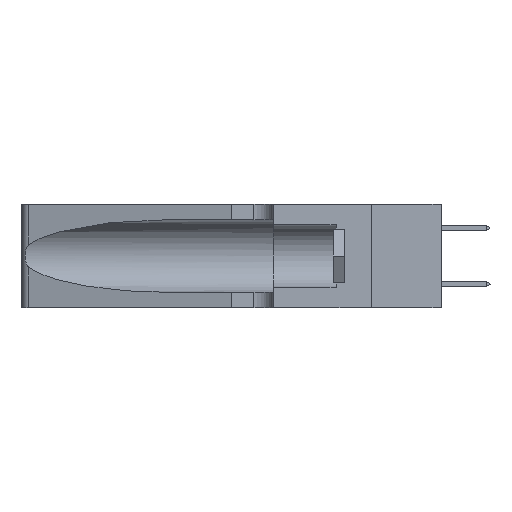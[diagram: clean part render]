
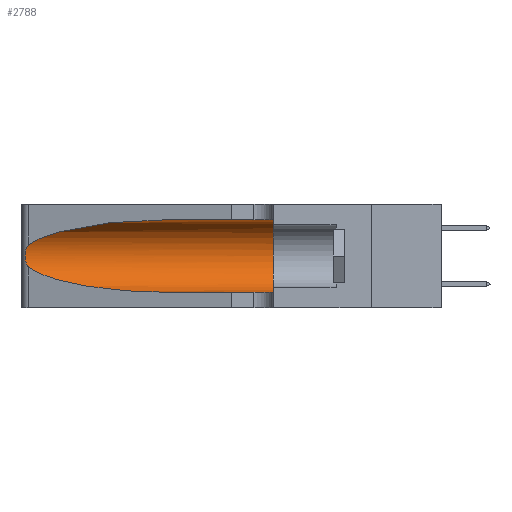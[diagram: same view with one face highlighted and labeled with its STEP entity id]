
A CAD part, left-side view. The second image highlights one B-rep face of the part: STEP entity #2788.
In plain terms, the highlighted cylindrical face has radius 3.308 mm (diameter 6.617 mm), a partial arc.
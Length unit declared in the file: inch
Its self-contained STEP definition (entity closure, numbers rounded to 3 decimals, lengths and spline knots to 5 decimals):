
#289 = VECTOR ( 'NONE', #29539, 39.37008 ) ;
#1314 =( BOUNDED_CURVE ( )  B_SPLINE_CURVE ( 3, ( #9093, #11959, #35110, #32074 ),
 .UNSPECIFIED., .F., .T. ) 
 B_SPLINE_CURVE_WITH_KNOTS ( ( 4, 4 ),
 ( 1.5708, 2.84003 ),
 .UNSPECIFIED. ) 
 CURVE ( )  GEOMETRIC_REPRESENTATION_ITEM ( )  RATIONAL_B_SPLINE_CURVE ( ( 1., 0.87, 0.87, 1. ) ) 
 REPRESENTATION_ITEM ( '' )  );
#1599 = CARTESIAN_POINT ( 'NONE',  ( 0.25487, 1.22718, 0.22369 ) ) ;
#1668 = EDGE_CURVE ( 'NONE', #36010, #31752, #23272, .T. ) ;
#1715 = VERTEX_POINT ( 'NONE', #10703 ) ;
#2099 = CARTESIAN_POINT ( 'NONE',  ( 0.25555, 1.22994, 0.2215 ) ) ;
#2301 = CARTESIAN_POINT ( 'NONE',  ( 0.1305, 0.72297, 0.05475 ) ) ;
#2547 = ORIENTED_EDGE ( 'NONE', *, *, #16425, .F. ) ;
#2788 = ADVANCED_FACE ( 'NONE', ( #27164 ), #4635, .F. ) ;
#2860 = DIRECTION ( 'NONE',  ( 0., 0., 1. ) ) ;
#3040 = CARTESIAN_POINT ( 'NONE',  ( 0.26017, 1.23833, 0.17102 ) ) ;
#4123 = CARTESIAN_POINT ( 'NONE',  ( 0.1305, 0.72297, 0.05475 ) ) ;
#4546 = EDGE_LOOP ( 'NONE', ( #33631, #31856, #7689, #29372, #27279, #2547 ) ) ;
#4635 = CYLINDRICAL_SURFACE ( 'NONE', #16257, 0.13025 ) ;
#5313 = CARTESIAN_POINT ( 'NONE',  ( 0.1305, 1.61858, 0.185 ) ) ;
#5419 = CARTESIAN_POINT ( 'NONE',  ( 0.2373, 1.15595, 0.08982 ) ) ;
#6524 = CARTESIAN_POINT ( 'NONE',  ( 0.26018, 1.23835, 0.19895 ) ) ;
#7689 = ORIENTED_EDGE ( 'NONE', *, *, #1668, .T. ) ;
#7831 = VECTOR ( 'NONE', #23546, 39.37008 ) ;
#7985 = CARTESIAN_POINT ( 'NONE',  ( 0.18966, 0.96281, 0.05475 ) ) ;
#8074 = EDGE_CURVE ( 'NONE', #31752, #26881, #27328, .T. ) ;
#8233 = CARTESIAN_POINT ( 'NONE',  ( 0.25487, 1.22718, 0.14631 ) ) ;
#8330 = EDGE_CURVE ( 'NONE', #14683, #1715, #1314, .T. ) ;
#8398 = CARTESIAN_POINT ( 'NONE',  ( 0.26075, 1.23896, 0.178 ) ) ;
#8735 = CARTESIAN_POINT ( 'NONE',  ( 0.25789, 1.23486, 0.15765 ) ) ;
#9001 = CIRCLE ( 'NONE', #9293, 0.13025 ) ;
#9093 = CARTESIAN_POINT ( 'NONE',  ( 0.1305, 0.72297, 0.31525 ) ) ;
#9293 = AXIS2_PLACEMENT_3D ( 'NONE', #33693, #16916, #2860 ) ;
#9496 = VERTEX_POINT ( 'NONE', #17129 ) ;
#10703 = CARTESIAN_POINT ( 'NONE',  ( 0.25487, 1.22718, 0.22369 ) ) ;
#10870 = CARTESIAN_POINT ( 'NONE',  ( 0.25639, 1.23184, 0.21858 ) ) ;
#11959 = CARTESIAN_POINT ( 'NONE',  ( 0.18966, 0.96281, 0.31525 ) ) ;
#13710 = CARTESIAN_POINT ( 'NONE',  ( 0.25787, 1.23484, 0.2124 ) ) ;
#14683 = VERTEX_POINT ( 'NONE', #33122 ) ;
#15711 = CARTESIAN_POINT ( 'NONE',  ( 0.1305, 0.35, 0.05475 ) ) ;
#16257 = AXIS2_PLACEMENT_3D ( 'NONE', #5313, #16977, #23262 ) ;
#16425 = EDGE_CURVE ( 'NONE', #14683, #9496, #24167, .T. ) ;
#16916 = DIRECTION ( 'NONE',  ( 0., 1., 0. ) ) ;
#16977 = DIRECTION ( 'NONE',  ( 0., -1., 0. ) ) ;
#17129 = CARTESIAN_POINT ( 'NONE',  ( 0.1305, 0.35, 0.31525 ) ) ;
#19004 = CARTESIAN_POINT ( 'NONE',  ( 0.25555, 1.22993, 0.14849 ) ) ;
#22891 = CARTESIAN_POINT ( 'NONE',  ( 0.25487, 1.22718, 0.14631 ) ) ;
#23047 = CARTESIAN_POINT ( 'NONE',  ( 0.25854, 1.2359, 0.20912 ) ) ;
#23262 = DIRECTION ( 'NONE',  ( 0., 0., -1. ) ) ;
#23272 =( BOUNDED_CURVE ( )  B_SPLINE_CURVE ( 3, ( #8233, #5419, #7985, #2301 ),
 .UNSPECIFIED., .F., .F. ) 
 B_SPLINE_CURVE_WITH_KNOTS ( ( 4, 4 ),
 ( 3.44316, 4.71239 ),
 .UNSPECIFIED. ) 
 CURVE ( )  GEOMETRIC_REPRESENTATION_ITEM ( )  RATIONAL_B_SPLINE_CURVE ( ( 1., 0.87, 0.87, 1. ) ) 
 REPRESENTATION_ITEM ( '' )  );
#23546 = DIRECTION ( 'NONE',  ( 0., -1., 0. ) ) ;
#23877 = CARTESIAN_POINT ( 'NONE',  ( 0.25487, 1.22718, 0.14631 ) ) ;
#24167 = LINE ( 'NONE', #24384, #7831 ) ;
#24384 = CARTESIAN_POINT ( 'NONE',  ( 0.1305, 1.61858, 0.31525 ) ) ;
#25329 = CARTESIAN_POINT ( 'NONE',  ( 0.25856, 1.23593, 0.16098 ) ) ;
#25337 = EDGE_CURVE ( 'NONE', #1715, #36010, #35220, .T. ) ;
#26529 = CARTESIAN_POINT ( 'NONE',  ( 0.26075, 1.23896, 0.19203 ) ) ;
#26881 = VERTEX_POINT ( 'NONE', #15711 ) ;
#27163 = EDGE_CURVE ( 'NONE', #9496, #26881, #9001, .T. ) ;
#27164 = FACE_OUTER_BOUND ( 'NONE', #4546, .T. ) ;
#27279 = ORIENTED_EDGE ( 'NONE', *, *, #27163, .F. ) ;
#27328 = LINE ( 'NONE', #34881, #289 ) ;
#29209 = CARTESIAN_POINT ( 'NONE',  ( 0.25639, 1.23186, 0.15144 ) ) ;
#29372 = ORIENTED_EDGE ( 'NONE', *, *, #8074, .T. ) ;
#29539 = DIRECTION ( 'NONE',  ( 0., -1., 0. ) ) ;
#31752 = VERTEX_POINT ( 'NONE', #4123 ) ;
#31856 = ORIENTED_EDGE ( 'NONE', *, *, #25337, .T. ) ;
#32074 = CARTESIAN_POINT ( 'NONE',  ( 0.25487, 1.22718, 0.22369 ) ) ;
#33122 = CARTESIAN_POINT ( 'NONE',  ( 0.1305, 0.72297, 0.31525 ) ) ;
#33631 = ORIENTED_EDGE ( 'NONE', *, *, #8330, .T. ) ;
#33693 = CARTESIAN_POINT ( 'NONE',  ( 0.1305, 0.35, 0.185 ) ) ;
#34881 = CARTESIAN_POINT ( 'NONE',  ( 0.1305, 1.61858, 0.05475 ) ) ;
#35110 = CARTESIAN_POINT ( 'NONE',  ( 0.2373, 1.15595, 0.28018 ) ) ;
#35220 = B_SPLINE_CURVE_WITH_KNOTS ( 'NONE', 3,
 ( #1599, #2099, #10870, #13710, #23047, #6524, #26529, #8398, #3040, #25329, #8735, #29209, #19004, #23877 ),
 .UNSPECIFIED., .F., .F.,
 ( 4, 2, 2, 2, 2, 2, 4 ),
 ( 0., 0.00027, 0.00053, 0.00107, 0.0016, 0.00187, 0.00214 ),
 .UNSPECIFIED. ) ;
#36010 = VERTEX_POINT ( 'NONE', #22891 ) ;
